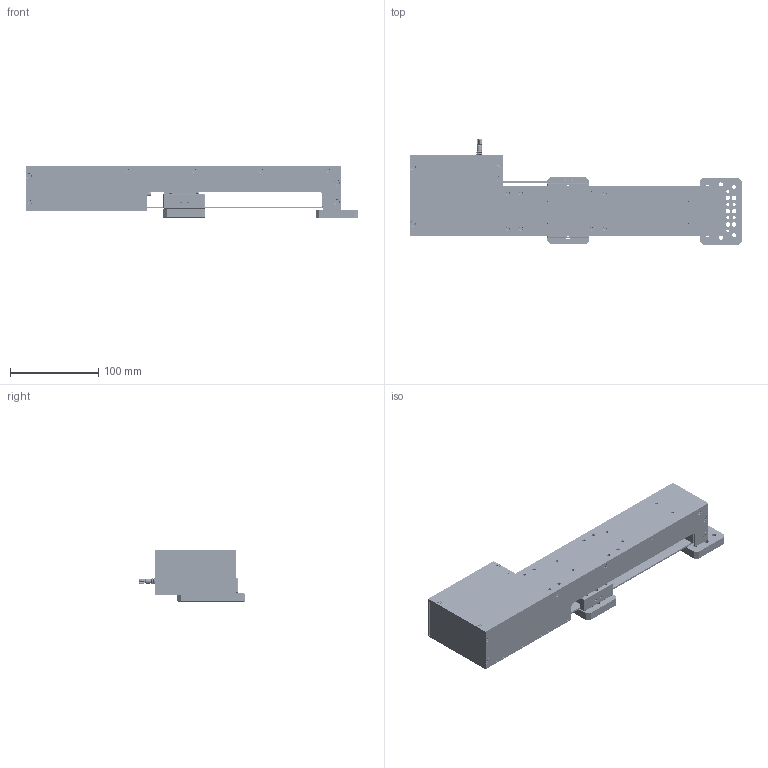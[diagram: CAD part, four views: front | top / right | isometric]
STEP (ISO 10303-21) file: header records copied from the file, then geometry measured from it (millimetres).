
FILE_DESCRIPTION (( 'STEP AP203' ), '1' );
FILE_NAME ('120mm linear stage.STEP', '2024-10-09T17:30:08', ( 'cad' ), ( '' ), 'SwSTEP 2.0', 'SolidWorks 2017', '' );
FILE_SCHEMA (( 'CONFIG_CONTROL_DESIGN' ));
Length unit declared in the file: millimetre
Products named in the file (51): 1002353_SIDE PLATE E; MSDD Ver 1.0 v2.step_1; 6941xx301002.step_1; PEC11+SWITCH; Part 1-4; RESPACK_4X0603; 1002354_SIDE PLATE G; SS-52100-003; 694106301002_PinContact.step_1; CHIPLED_0603_NOOUTLINE-2; Part 1-5; 0603-NO; M3X8_93395A198; MSDD; 6941xx301002_Back.step_1; SOT23-5; 1002347_RAIL COVER; CHIPLED_0603_NOOUTLINE; M4X12; 1002348_base; 6941xx301002_PinContact2.step_1; Board-1; KK50-A1_end1; 0805-NO; M2X12; 1002349_side plate A; 6941xx301002_PinLame.step_1; PCB Component _1_; Part 1-22; NEO3535_REVERSE; M3X6 ROUND HEAD; 1002350_side plate B; 6941xx301002_PinBis.step_1; Adafruit I2C QT Rotary Encoder v5 _1_; KK50-A1_end2; JST_SH4; SCREW^120mm BOX ASM; 1002351_side plate C; 694106301002.step_2; 1002355_TOP COVER ...
Assembly tree (108 placements, depth 7):
  120mm linear stage
    120mm BOX ASM
      1002348_base
      1002349_side plate A
      1002350_side plate B
      1002351_side plate C
      1002352_SIDE PLATE D
      1002353_SIDE PLATE E
      1002354_SIDE PLATE G
      SCREW^120mm BOX ASM
        M3X8_93395A198  x28
        M4X12  x8
        M2X12  x4
        M3X6 ROUND HEAD  x3
      1002356_plate  x2
      Adafruit I2C QT Rotary Encoder v5 _1_
        PCB Component _1_
          QFN24_4MM
          RESPACK_4X0603
          0603-NO  x4
          CHIPLED_0603_NOOUTLINE
          0805-NO  x2
          NEO3535_REVERSE
          JST_SH4  x2
          CHIPLED_0603_NOOUTLINE-1
          SOT363
          PEC11+SWITCH
          CHIPLED_0603_NOOUTLINE-2
          SOT23-5
          Board-1
      1002355_TOP COVER
      1002358_plate location
      MSDD
        MSDD Ver 1.0 v2.step_1
          Packages.step_1
            694106301002.step_2
              6941xx301002.step_1
              694106301002_PinContact.step_1
              6941xx301002_Back.step_1
              6941xx301002_PinContact2.step_1
              6941xx301002_PinLame.step_1
              6941xx301002_PinBis.step_1
        SS-52100-003
    stage^120mm linear stage
      M3X6  x4
      Part 1-4  x6
      Part 1-5  x4
      M3X6 ROUND HEAD  x2
      1002347_RAIL COVER
      KK50-A1_end1
      Part 1-22
      KK50-A1_end2
Bounding box: 376.75 x 119.6 x 60 mm (x, y, z)
Volume: 507062.9 mm3; surface area: 272304.9 mm2
Topology: 136 solids, 136 shells, 7979 faces, 21098 edges, 13566 vertices
Faces by surface type: plane 4365, cylinder 2494, cone 806, bspline 252, torus 41, sphere 21
Full cylindrical faces by diameter (mm): 0.394 x6, 0.483 x19, 0.8 x1, 1 x15, 1.5 x3, 1.8 x1, 2 x149, 2.4 x1, 2.459 x8, 2.5 x12, 2.55 x35, 3 x260, 3.2 x2, 3.3 x12, 3.4 x50, 3.5 x33, 4 x226, 4.5 x18, 5 x1, 5.1 x30, 5.5 x12, 5.7 x5, 6 x37, 6.4 x1, 7 x12, 7.5 x1, 8.25 x4, 8.5 x12, 9 x2, 12 x1
Entity records: 157596 total; most frequent: CARTESIAN_POINT 46608, ORIENTED_EDGE 21416, DIRECTION 20911, EDGE_CURVE 10708, LINE 7271, VECTOR 7271, VERTEX_POINT 7205, AXIS2_PLACEMENT_3D 6820
